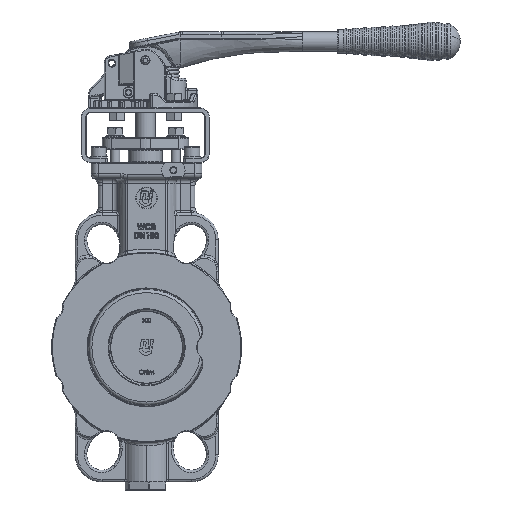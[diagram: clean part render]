
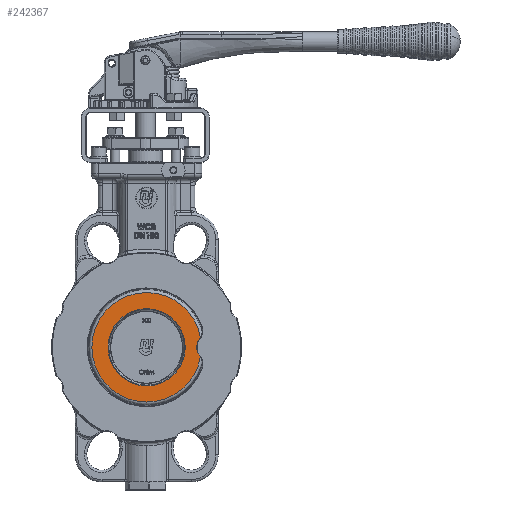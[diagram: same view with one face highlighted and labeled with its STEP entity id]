
A CAD part, front view. The second image highlights one B-rep face of the part: STEP entity #242367.
In plain terms, the highlighted planar face has unit normal (0, -1, 0).
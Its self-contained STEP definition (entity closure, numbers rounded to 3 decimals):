
#242340=CARTESIAN_POINT('',(0.,-22.3,0.));
#242341=DIRECTION('',(-0.,-1.,0.));
#242342=DIRECTION('',(1.,-0.,0.));
#242343=AXIS2_PLACEMENT_3D('',#242340,#242341,#242342);
#242344=PLANE('',#242343);
#242345=CARTESIAN_POINT('',(47.009,-22.3,-0.));
#242346=VERTEX_POINT('',#242345);
#242347=CARTESIAN_POINT('',(-0.,-22.3,-0.));
#242348=DIRECTION('',(-0.,-1.,0.));
#242349=DIRECTION('',(1.,-0.,0.));
#242350=AXIS2_PLACEMENT_3D('',#242347,#242348,#242349);
#242351=CIRCLE('',#242350,47.009);
#242352=EDGE_CURVE('',#242346,#242346,#242351,.T.);
#242353=ORIENTED_EDGE('',*,*,#242352,.T.);
#242354=EDGE_LOOP('',(#242353));
#242355=FACE_BOUND('',#242354,.T.);
#242356=CARTESIAN_POINT('',(33.153,-22.3,0.));
#242357=VERTEX_POINT('',#242356);
#242358=CARTESIAN_POINT('',(-0.,-22.3,0.));
#242359=DIRECTION('',(-0.,-1.,0.));
#242360=DIRECTION('',(1.,-0.,0.));
#242361=AXIS2_PLACEMENT_3D('',#242358,#242359,#242360);
#242362=CIRCLE('',#242361,33.153);
#242363=EDGE_CURVE('',#242357,#242357,#242362,.T.);
#242364=ORIENTED_EDGE('',*,*,#242363,.F.);
#242365=EDGE_LOOP('',(#242364));
#242366=FACE_BOUND('',#242365,.T.);
#242367=ADVANCED_FACE('',(#242355,#242366),#242344,.T.);
